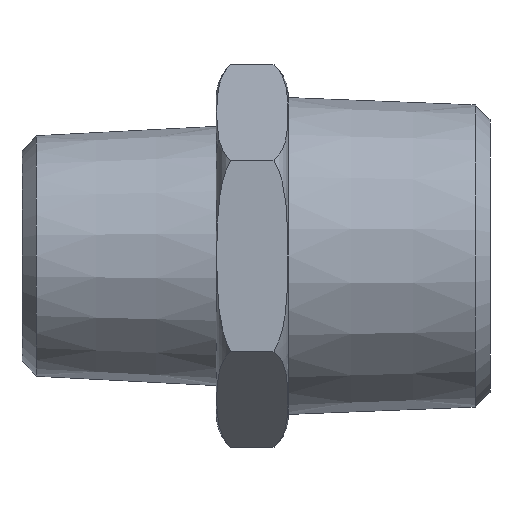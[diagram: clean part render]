
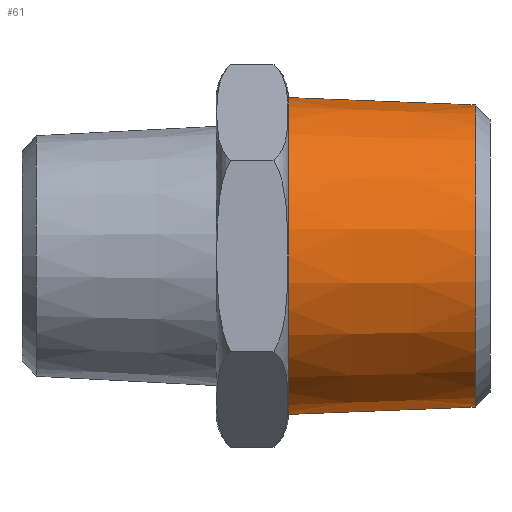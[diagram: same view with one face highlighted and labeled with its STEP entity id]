
A CAD part, left-side view. The second image highlights one B-rep face of the part: STEP entity #61.
In plain terms, the highlighted conical face has half-angle 2.25 degrees and reference radius 10.45 mm.
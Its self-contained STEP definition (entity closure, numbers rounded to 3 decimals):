
#61=ADVANCED_FACE('',(#133),#134,.T.);
#133=FACE_OUTER_BOUND('',#216,.T.);
#134=CONICAL_SURFACE('',#217,10.45,0.039);
#216=EDGE_LOOP('',(#318,#319,#320,#321));
#217=AXIS2_PLACEMENT_3D('',#322,#323,#324);
#318=ORIENTED_EDGE('',*,*,#504,.T.);
#319=ORIENTED_EDGE('',*,*,#496,.F.);
#320=ORIENTED_EDGE('',*,*,#505,.T.);
#321=ORIENTED_EDGE('',*,*,#506,.T.);
#322=CARTESIAN_POINT('',(0.0,-19.0,0.0));
#323=DIRECTION('',(-0.0,1.0,-0.0));
#324=DIRECTION('',(0.0,0.0,1.0));
#496=EDGE_CURVE('',#587,#586,#589,.T.);
#504=EDGE_CURVE('',#599,#586,#600,.T.);
#505=EDGE_CURVE('',#587,#601,#602,.T.);
#506=EDGE_CURVE('',#601,#599,#603,.T.);
#586=VERTEX_POINT('',#755);
#587=VERTEX_POINT('',#756);
#589=CIRCLE('',#758,11.0);
#599=VERTEX_POINT('',#770);
#600=LINE('',#771,#772);
#601=VERTEX_POINT('',#773);
#602=LINE('',#774,#775);
#603=CIRCLE('',#776,10.491);
#755=CARTESIAN_POINT('',(0.0,-5.0,11.0));
#756=CARTESIAN_POINT('',(0.,-5.0,-11.0));
#758=AXIS2_PLACEMENT_3D('',#971,#972,#973);
#770=CARTESIAN_POINT('',(0.,-17.959,10.491));
#771=CARTESIAN_POINT('',(0.,-19.0,10.45));
#772=VECTOR('',#982,1.0);
#773=CARTESIAN_POINT('',(0.0,-17.959,-10.491));
#774=CARTESIAN_POINT('',(0.,-19.0,-10.45));
#775=VECTOR('',#983,1.0);
#776=AXIS2_PLACEMENT_3D('',#984,#985,#986);
#971=CARTESIAN_POINT('',(0.0,-5.0,0.0));
#972=DIRECTION('',(0.0,1.0,0.0));
#973=DIRECTION('',(0.0,0.0,1.0));
#982=DIRECTION('',(0.,0.999,0.039));
#983=DIRECTION('',(0.,-0.999,0.039));
#984=CARTESIAN_POINT('',(0.0,-17.959,0.0));
#985=DIRECTION('',(0.0,1.0,0.0));
#986=DIRECTION('',(0.0,0.0,-1.0));
